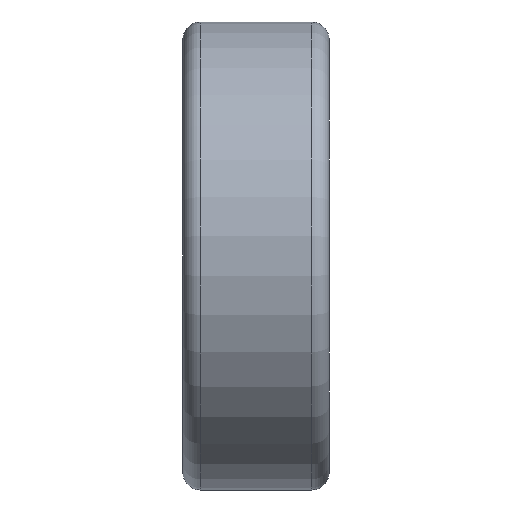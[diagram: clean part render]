
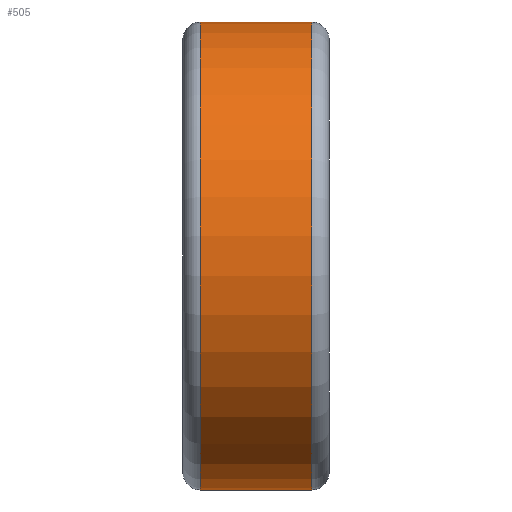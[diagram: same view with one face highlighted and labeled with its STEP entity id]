
A CAD part, left-side view. The second image highlights one B-rep face of the part: STEP entity #505.
In plain terms, the highlighted cylindrical face has radius 4 mm (diameter 8 mm), a partial arc.
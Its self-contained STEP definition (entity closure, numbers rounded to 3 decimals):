
#64=FACE_OUTER_BOUND('',#100,.T.);
#100=EDGE_LOOP('',(#431,#432,#433,#434));
#124=LINE('',#945,#144);
#125=LINE('',#946,#145);
#144=VECTOR('',#788,10.);
#145=VECTOR('',#789,10.);
#176=CIRCLE('',#569,4.);
#195=CIRCLE('',#601,4.);
#223=VERTEX_POINT('',#866);
#225=VERTEX_POINT('',#872);
#240=VERTEX_POINT('',#925);
#242=VERTEX_POINT('',#931);
#278=EDGE_CURVE('',#223,#225,#176,.T.);
#306=EDGE_CURVE('',#242,#240,#195,.T.);
#313=EDGE_CURVE('',#240,#223,#124,.T.);
#314=EDGE_CURVE('',#242,#225,#125,.T.);
#431=ORIENTED_EDGE('',*,*,#278,.F.);
#432=ORIENTED_EDGE('',*,*,#313,.F.);
#433=ORIENTED_EDGE('',*,*,#306,.F.);
#434=ORIENTED_EDGE('',*,*,#314,.T.);
#475=CYLINDRICAL_SURFACE('',#608,4.);
#505=ADVANCED_FACE('',(#64),#475,.T.);
#569=AXIS2_PLACEMENT_3D('',#876,#697,#698);
#601=AXIS2_PLACEMENT_3D('',#933,#770,#771);
#608=AXIS2_PLACEMENT_3D('',#944,#786,#787);
#697=DIRECTION('center_axis',(0.,1.,0.));
#698=DIRECTION('ref_axis',(-1.,0.,0.));
#770=DIRECTION('center_axis',(0.,-1.,0.));
#771=DIRECTION('ref_axis',(-1.,0.,0.));
#786=DIRECTION('center_axis',(0.,1.,0.));
#787=DIRECTION('ref_axis',(-1.,0.,0.));
#788=DIRECTION('',(0.,1.,0.));
#789=DIRECTION('',(0.,1.,0.));
#866=CARTESIAN_POINT('',(2.06,2.2,-3.429));
#872=CARTESIAN_POINT('',(2.06,2.2,3.429));
#876=CARTESIAN_POINT('Origin',(0.,2.2,0.));
#925=CARTESIAN_POINT('',(2.06,0.3,-3.429));
#931=CARTESIAN_POINT('',(2.06,0.3,3.429));
#933=CARTESIAN_POINT('Origin',(0.,0.3,0.));
#944=CARTESIAN_POINT('Origin',(0.,0.,0.));
#945=CARTESIAN_POINT('',(2.06,0.,-3.429));
#946=CARTESIAN_POINT('',(2.06,0.,3.429));
